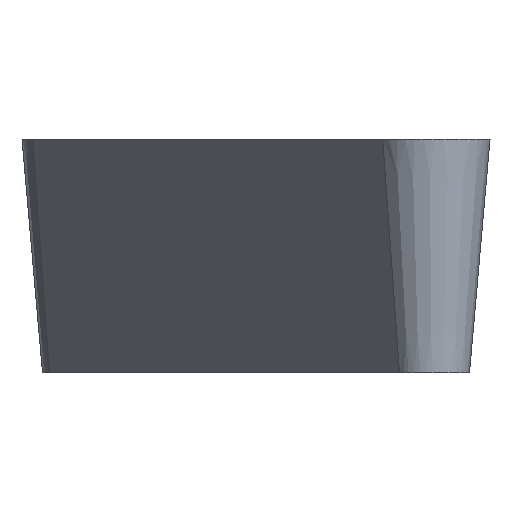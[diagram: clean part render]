
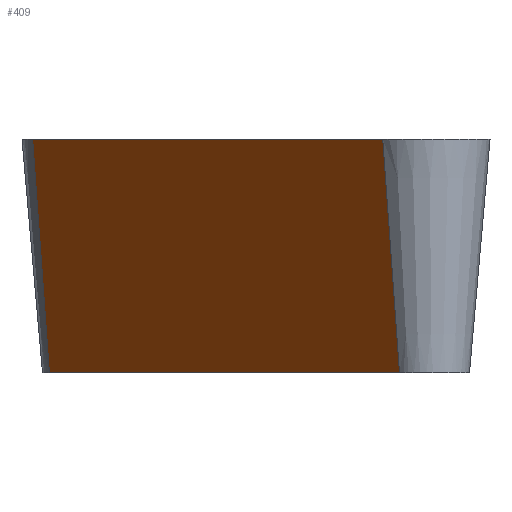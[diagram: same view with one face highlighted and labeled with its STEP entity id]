
A CAD part, left-side view. The second image highlights one B-rep face of the part: STEP entity #409.
In plain terms, the highlighted planar face has unit normal (-0.571, 0.816, -0.087).
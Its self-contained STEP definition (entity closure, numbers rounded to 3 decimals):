
#72=DIRECTION('',(-0.819,-0.574,0.));
#73=VECTOR('',#72,12.422);
#74=CARTESIAN_POINT('',(-1.812,4.545,0.));
#75=LINE('',#74,#73);
#102=DIRECTION('',(0.05,-0.071,-0.996));
#103=VECTOR('',#102,4.778);
#104=CARTESIAN_POINT('',(-1.812,4.545,0.));
#105=LINE('',#104,#103);
#109=DIRECTION('',(0.05,-0.071,-0.996));
#110=VECTOR('',#109,4.778);
#111=CARTESIAN_POINT('',(-11.987,-2.58,0.));
#112=LINE('',#111,#110);
#174=DIRECTION('',(-0.819,-0.574,0.));
#175=VECTOR('',#174,12.422);
#176=CARTESIAN_POINT('',(-1.573,4.204,-4.76));
#177=LINE('',#176,#175);
#303=CARTESIAN_POINT('',(-1.573,4.204,-4.76));
#304=CARTESIAN_POINT('',(-11.748,-2.921,-4.76));
#305=VERTEX_POINT('',#303);
#306=VERTEX_POINT('',#304);
#319=CARTESIAN_POINT('',(-1.812,4.545,0.));
#320=CARTESIAN_POINT('',(-11.987,-2.58,0.));
#321=VERTEX_POINT('',#319);
#322=VERTEX_POINT('',#320);
#396=CARTESIAN_POINT('',(-0.649,5.359,0.));
#397=DIRECTION('',(-0.571,0.816,-0.087));
#398=DIRECTION('',(-0.819,-0.574,0.));
#399=AXIS2_PLACEMENT_3D('',#396,#397,#398);
#400=PLANE('',#399);
#401=ORIENTED_EDGE('',*,*,#370,.T.);
#403=ORIENTED_EDGE('',*,*,#402,.T.);
#405=ORIENTED_EDGE('',*,*,#404,.F.);
#406=ORIENTED_EDGE('',*,*,#387,.F.);
#407=EDGE_LOOP('',(#401,#403,#405,#406));
#408=FACE_OUTER_BOUND('',#407,.F.);
#370=EDGE_CURVE('',#321,#322,#75,.T.);
#387=EDGE_CURVE('',#321,#305,#105,.T.);
#402=EDGE_CURVE('',#322,#306,#112,.T.);
#404=EDGE_CURVE('',#305,#306,#177,.T.);
#409=ADVANCED_FACE('',(#408),#400,.T.);
